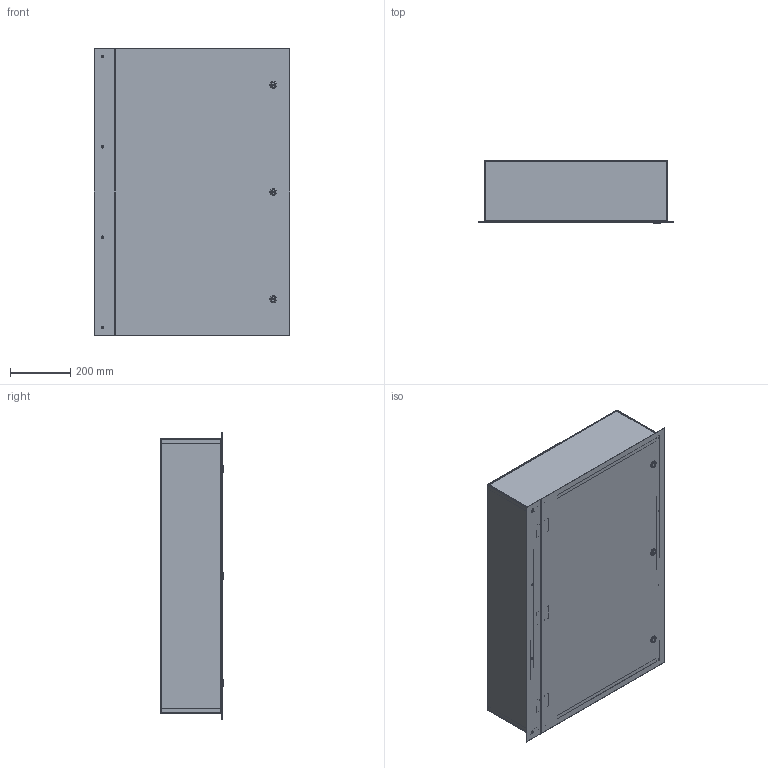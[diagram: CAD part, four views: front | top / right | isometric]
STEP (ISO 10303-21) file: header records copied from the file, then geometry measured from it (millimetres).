
FILE_DESCRIPTION( ( 'Unknown' ), '1' );
FILE_NAME( 'TCF362408.stp', 'Unknown', ( 'Unknown' ), ( 'Unknown' ), 'PSStep 16.0.42', 'Unknown', ' ' );
FILE_SCHEMA( ( 'AUTOMOTIVE_DESIGN { 1 0 10303 214 1 1 1 1 }' ) );
Length unit declared in the file: millimetre
Products named in the file (21): LOCK AVEC TOURNEVIS TYPE 4-12 SANS CAME; HOSING-oa0; INSERT POUR TOURNEVIS-oa1; NOIX DE FIXATION-oa2; Oring-oa3; Oring-oa4; SEAL BLANC-oa5; STOPPER DESSOUS-oa6; VIS DE RETENUE DE LA CAME-oa7; A11KK; CAME K; TCF36_LANGUETTE_14ga; TC_boitier; TCF36L_14ga; TCF3624_COUVERCLE_14ga; TC_porte; TCF3624C_14ga; TC362408_BOITIER_14ga; TCxx2408E_14ga; TC362408B_14ga; Assem1
Assembly tree (27 placements, depth 5):
  Assem1
    TC362408_BOITIER_14ga
      TCxx2408E_14ga  x2
      TC362408B_14ga
    TCF36_LANGUETTE_14ga
      TC_boitier  x3
      TCF36L_14ga
    TCF3624_COUVERCLE_14ga
      TC_porte  x3
      TCF3624C_14ga
      A11KK  x3
        CAME K
        LOCK AVEC TOURNEVIS TYPE 4-12 SANS CAME
          HOSING-oa0
          INSERT POUR TOURNEVIS-oa1
          NOIX DE FIXATION-oa2
          Oring-oa3
          Oring-oa4
          SEAL BLANC-oa5
          STOPPER DESSOUS-oa6
          VIS DE RETENUE DE LA CAME-oa7
Bounding box: 647.7 x 209.58 x 952.5 mm (x, y, z)
Volume: 3563430.9 mm3; surface area: 3774095.1 mm2
Topology: 38 solids, 38 shells, 1559 faces, 3933 edges, 2492 vertices
Faces by surface type: plane 769, cylinder 374, bspline 296, torus 63, cone 48, sphere 9
Full cylindrical faces by diameter (mm): 3.523 x3, 3.81 x9, 4.293 x8, 6.096 x6, 6.35 x4, 6.985 x3, 7.925 x8, 9.881 x3, 10.084 x3, 11.176 x3, 11.862 x3, 12.192 x3, 12.827 x3, 15.748 x3, 15.799 x3, 17.462 x3, 22.86 x3
Entity records: 49822 total; most frequent: CARTESIAN_POINT 32018, ORIENTED_EDGE 2768, DIRECTION 2431, EDGE_CURVE 1384, VERTEX_POINT 911, AXIS2_PLACEMENT_3D 869, EDGE_LOOP 709, LINE 693
